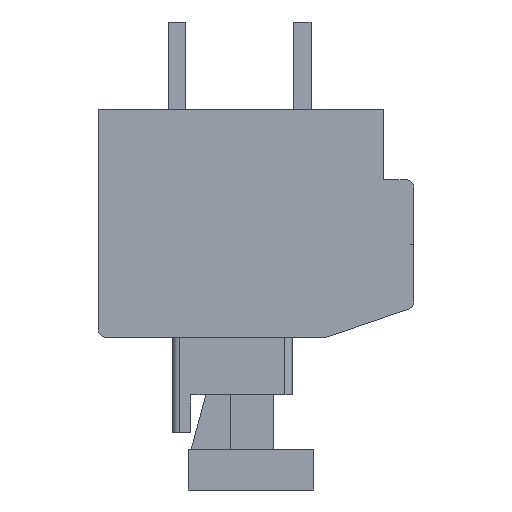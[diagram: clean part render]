
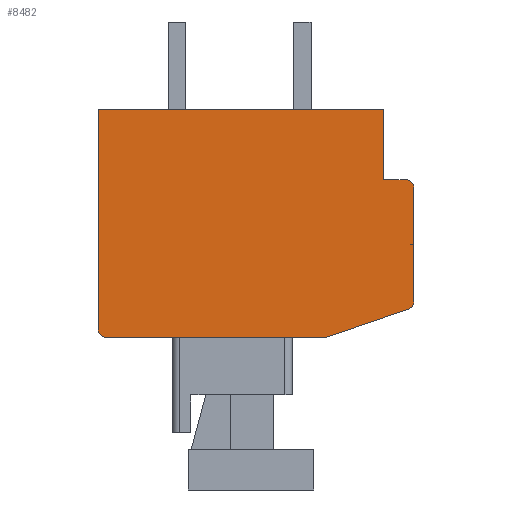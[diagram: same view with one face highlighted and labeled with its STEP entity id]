
A CAD part, front view. The second image highlights one B-rep face of the part: STEP entity #8482.
In plain terms, the highlighted planar face has unit normal (0, -1, 0).
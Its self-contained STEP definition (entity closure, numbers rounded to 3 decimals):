
#1=CARTESIAN_POINT('',(6.,-57.8,-3.136));
#2=DIRECTION('',(0.,-1.,0.));
#3=DIRECTION('',(0.324,0.,-0.946));
#4=AXIS2_PLACEMENT_3D('',#1,#2,#3);
#6=DIRECTION('',(-0.946,0.,-0.324));
#7=VECTOR('',#6,3.486);
#8=CARTESIAN_POINT('',(6.097,-57.8,-3.419));
#9=LINE('',#8,#7);
#10=DIRECTION('',(-1.,0.,0.));
#11=VECTOR('',#10,8.8);
#12=CARTESIAN_POINT('',(2.8,-57.8,-4.55));
#13=LINE('',#12,#11);
#14=CARTESIAN_POINT('',(-6.,-57.8,-4.25));
#15=DIRECTION('',(0.,-1.,0.));
#16=DIRECTION('',(-1.,0.,0.));
#17=AXIS2_PLACEMENT_3D('',#14,#15,#16);
#19=DIRECTION('',(0.,0.,1.));
#20=VECTOR('',#19,8.8);
#21=CARTESIAN_POINT('',(-6.3,-57.8,-4.25));
#22=LINE('',#21,#20);
#23=DIRECTION('',(1.,0.,0.));
#24=VECTOR('',#23,11.4);
#25=CARTESIAN_POINT('',(-6.3,-57.8,4.55));
#26=LINE('',#25,#24);
#27=DIRECTION('',(0.,0.,-1.));
#28=VECTOR('',#27,2.8);
#29=CARTESIAN_POINT('',(5.1,-57.8,4.55));
#30=LINE('',#29,#28);
#31=DIRECTION('',(1.,0.,0.));
#32=VECTOR('',#31,0.9);
#33=CARTESIAN_POINT('',(5.1,-57.8,1.75));
#34=LINE('',#33,#32);
#35=CARTESIAN_POINT('',(6.,-57.8,1.45));
#36=DIRECTION('',(0.,-1.,0.));
#37=DIRECTION('',(1.,0.,0.));
#38=AXIS2_PLACEMENT_3D('',#35,#36,#37);
#40=DIRECTION('',(0.,0.,-1.));
#41=VECTOR('',#40,4.586);
#42=CARTESIAN_POINT('',(6.3,-57.8,1.45));
#43=LINE('',#42,#41);
#6463=CARTESIAN_POINT('',(-6.3,-57.8,4.55));
#6464=CARTESIAN_POINT('',(5.1,-57.8,4.55));
#6465=VERTEX_POINT('',#6463);
#6466=VERTEX_POINT('',#6464);
#6467=CARTESIAN_POINT('',(5.1,-57.8,1.75));
#6468=VERTEX_POINT('',#6467);
#6469=CARTESIAN_POINT('',(6.097,-57.8,-3.419));
#6470=CARTESIAN_POINT('',(6.3,-57.8,-3.136));
#6471=VERTEX_POINT('',#6469);
#6472=VERTEX_POINT('',#6470);
#6473=CARTESIAN_POINT('',(6.3,-57.8,1.45));
#6474=CARTESIAN_POINT('',(6.,-57.8,1.75));
#6475=VERTEX_POINT('',#6473);
#6476=VERTEX_POINT('',#6474);
#6477=CARTESIAN_POINT('',(-6.3,-57.8,-4.25));
#6478=CARTESIAN_POINT('',(-6.,-57.8,-4.55));
#6479=VERTEX_POINT('',#6477);
#6480=VERTEX_POINT('',#6478);
#6481=CARTESIAN_POINT('',(2.8,-57.8,-4.55));
#6482=VERTEX_POINT('',#6481);
#8455=CARTESIAN_POINT('',(0.,-57.8,0.));
#8456=DIRECTION('',(0.,1.,0.));
#8457=DIRECTION('',(1.,0.,0.));
#8458=AXIS2_PLACEMENT_3D('',#8455,#8456,#8457);
#8459=PLANE('',#8458);
#8461=ORIENTED_EDGE('',*,*,#8460,.F.);
#8463=ORIENTED_EDGE('',*,*,#8462,.T.);
#8465=ORIENTED_EDGE('',*,*,#8464,.T.);
#8467=ORIENTED_EDGE('',*,*,#8466,.F.);
#8469=ORIENTED_EDGE('',*,*,#8468,.T.);
#8471=ORIENTED_EDGE('',*,*,#8470,.T.);
#8473=ORIENTED_EDGE('',*,*,#8472,.T.);
#8475=ORIENTED_EDGE('',*,*,#8474,.T.);
#8477=ORIENTED_EDGE('',*,*,#8476,.F.);
#8479=ORIENTED_EDGE('',*,*,#8478,.T.);
#8480=EDGE_LOOP('',(#8461,#8463,#8465,#8467,#8469,#8471,#8473,#8475,#8477,
#8479));
#8481=FACE_OUTER_BOUND('',#8480,.F.);
#8482=ADVANCED_FACE('',(#8481),#8459,.F.);
#5=CIRCLE('',#4,0.3);
#18=CIRCLE('',#17,0.3);
#39=CIRCLE('',#38,0.3);
#8460=EDGE_CURVE('',#6471,#6472,#5,.T.);
#8462=EDGE_CURVE('',#6471,#6482,#9,.T.);
#8464=EDGE_CURVE('',#6482,#6480,#13,.T.);
#8466=EDGE_CURVE('',#6479,#6480,#18,.T.);
#8468=EDGE_CURVE('',#6479,#6465,#22,.T.);
#8470=EDGE_CURVE('',#6465,#6466,#26,.T.);
#8472=EDGE_CURVE('',#6466,#6468,#30,.T.);
#8474=EDGE_CURVE('',#6468,#6476,#34,.T.);
#8476=EDGE_CURVE('',#6475,#6476,#39,.T.);
#8478=EDGE_CURVE('',#6475,#6472,#43,.T.);
